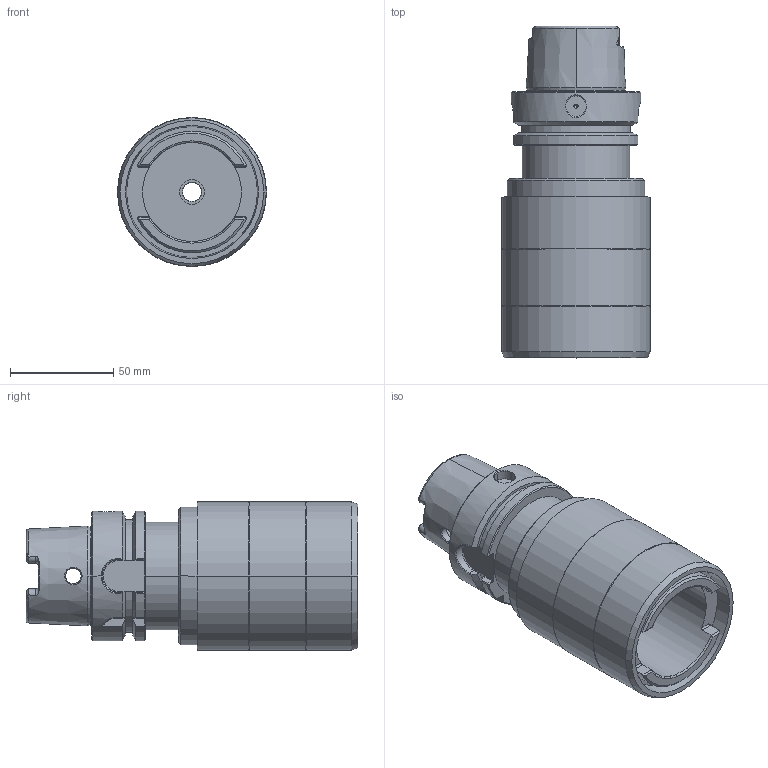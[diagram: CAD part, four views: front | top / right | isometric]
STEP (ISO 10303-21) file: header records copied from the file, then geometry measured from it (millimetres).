
FILE_DESCRIPTION((''),'2;1');
FILE_NAME('21880-H63A','2021-06-15T10:38:44',('046'),(''),'CREO PARAMETRIC BY PTC INC, 2019352','CREO PARAMETRIC BY PTC INC, 2019352','');
FILE_SCHEMA(('CONFIG_CONTROL_DESIGN'));
Length unit declared in the file: millimetre
Products named in the file (1): 21880-H63A
Bounding box: 72.3 x 160.9 x 72.3 mm (x, y, z)
Volume: 357736.1 mm3; surface area: 59643.7 mm2
Topology: 1 solids, 1 shells, 254 faces, 646 edges, 402 vertices
Faces by surface type: plane 88, cylinder 74, cone 54, torus 26, bspline 12
Entity records: 9225 total; most frequent: CARTESIAN_POINT 3198, ORIENTED_EDGE 1288, DIRECTION 1209, EDGE_CURVE 644, AXIS2_PLACEMENT_3D 463, VERTEX_POINT 402, VECTOR 283, LINE 283
